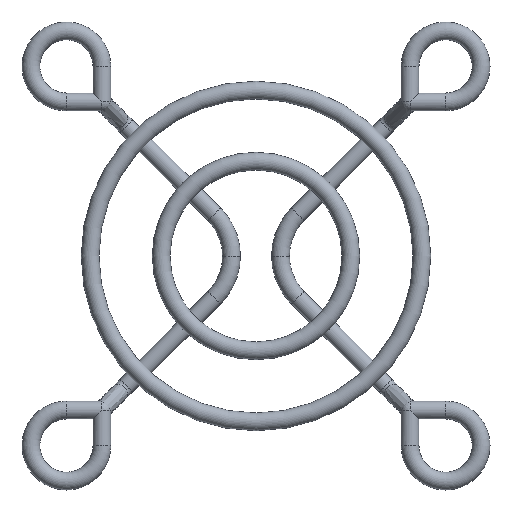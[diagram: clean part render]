
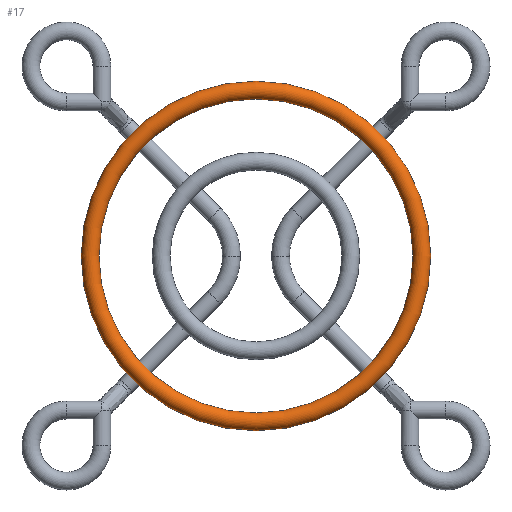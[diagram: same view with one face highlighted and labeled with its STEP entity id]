
A CAD part, front view. The second image highlights one B-rep face of the part: STEP entity #17.
In plain terms, the highlighted toroidal (fillet/blend) face has major radius 14 mm and minor radius 0.75 mm.
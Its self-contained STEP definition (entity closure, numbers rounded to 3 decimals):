
#17 = ADVANCED_FACE('',(#18),#31,.T.);
#18 = FACE_BOUND('',#19,.T.);
#19 = EDGE_LOOP('',(#20,#49,#71,#72));
#20 = ORIENTED_EDGE('',*,*,#21,.T.);
#21 = EDGE_CURVE('',#22,#22,#24,.T.);
#22 = VERTEX_POINT('',#23);
#23 = CARTESIAN_POINT('',(14.75,1.5,0.));
#24 = SEAM_CURVE('',#25,(#30,#42),.PCURVE_S1.);
#25 = CIRCLE('',#26,14.75);
#26 = AXIS2_PLACEMENT_3D('',#27,#28,#29);
#27 = CARTESIAN_POINT('',(0.,1.5,0.));
#28 = DIRECTION('',(0.,-1.,0.));
#29 = DIRECTION('',(1.,0.,0.));
#30 = PCURVE('',#31,#36);
#31 = TOROIDAL_SURFACE('',#32,14.,0.75);
#32 = AXIS2_PLACEMENT_3D('',#33,#34,#35);
#33 = CARTESIAN_POINT('',(0.,1.5,0.));
#34 = DIRECTION('',(0.,-1.,0.));
#35 = DIRECTION('',(1.,0.,0.));
#36 = DEFINITIONAL_REPRESENTATION('',(#37),#41);
#37 = LINE('',#38,#39);
#38 = CARTESIAN_POINT('',(0.,0.));
#39 = VECTOR('',#40,1.);
#40 = DIRECTION('',(1.,0.));
#41 = ( GEOMETRIC_REPRESENTATION_CONTEXT(2) 
PARAMETRIC_REPRESENTATION_CONTEXT() REPRESENTATION_CONTEXT('2D SPACE',''
  ) );
#42 = PCURVE('',#31,#43);
#43 = DEFINITIONAL_REPRESENTATION('',(#44),#48);
#44 = LINE('',#45,#46);
#45 = CARTESIAN_POINT('',(0.,6.283));
#46 = VECTOR('',#47,1.);
#47 = DIRECTION('',(1.,0.));
#48 = ( GEOMETRIC_REPRESENTATION_CONTEXT(2) 
PARAMETRIC_REPRESENTATION_CONTEXT() REPRESENTATION_CONTEXT('2D SPACE',''
  ) );
#49 = ORIENTED_EDGE('',*,*,#50,.F.);
#50 = EDGE_CURVE('',#22,#22,#51,.T.);
#51 = SEAM_CURVE('',#52,(#57,#64),.PCURVE_S1.);
#52 = CIRCLE('',#53,0.75);
#53 = AXIS2_PLACEMENT_3D('',#54,#55,#56);
#54 = CARTESIAN_POINT('',(14.,1.5,0.));
#55 = DIRECTION('',(0.,0.,-1.));
#56 = DIRECTION('',(1.,0.,0.));
#57 = PCURVE('',#31,#58);
#58 = DEFINITIONAL_REPRESENTATION('',(#59),#63);
#59 = LINE('',#60,#61);
#60 = CARTESIAN_POINT('',(0.,0.));
#61 = VECTOR('',#62,1.);
#62 = DIRECTION('',(0.,1.));
#63 = ( GEOMETRIC_REPRESENTATION_CONTEXT(2) 
PARAMETRIC_REPRESENTATION_CONTEXT() REPRESENTATION_CONTEXT('2D SPACE',''
  ) );
#64 = PCURVE('',#31,#65);
#65 = DEFINITIONAL_REPRESENTATION('',(#66),#70);
#66 = LINE('',#67,#68);
#67 = CARTESIAN_POINT('',(6.283,0.));
#68 = VECTOR('',#69,1.);
#69 = DIRECTION('',(0.,1.));
#70 = ( GEOMETRIC_REPRESENTATION_CONTEXT(2) 
PARAMETRIC_REPRESENTATION_CONTEXT() REPRESENTATION_CONTEXT('2D SPACE',''
  ) );
#71 = ORIENTED_EDGE('',*,*,#21,.F.);
#72 = ORIENTED_EDGE('',*,*,#50,.T.);
